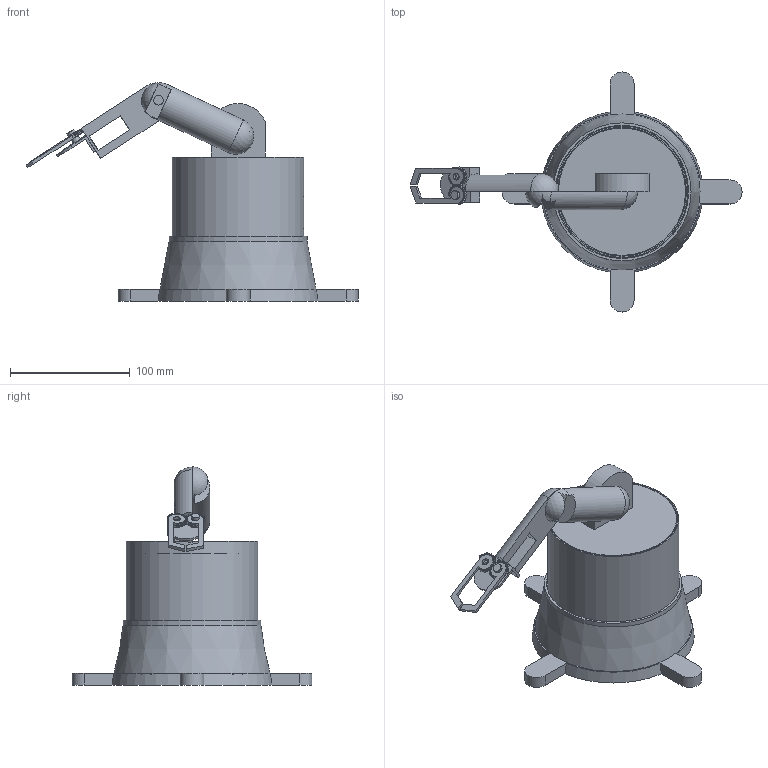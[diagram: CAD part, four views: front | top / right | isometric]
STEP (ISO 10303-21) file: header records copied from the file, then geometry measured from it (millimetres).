
FILE_DESCRIPTION(/* description */ ('','CAx-IF Rec.Pracs.---Representation and Presentation of Product Manufacturing Information (PMI)---4.0---2014-10-13'),/* implementation_level */ '2;1');
FILE_NAME(/* name */ 'cobot_model_v1.step',/* time_stamp */ '2025-02-19T00:23:24+13:00',/* author */ (''),/* organization */ (''),/* preprocessor_version */ 'ST-DEVELOPER v20',/* originating_system */ 'Autodesk Translation Framework v13.20.0.188',/* authorisation */ '');
FILE_SCHEMA (('AP242_MANAGED_MODEL_BASED_3D_ENGINEERING_MIM_LF { 1 0 10303 442 1 1 4 }'));
Length unit declared in the file: millimetre
Products named in the file (9): robotic_arm; arm1; arm2; shoulder; base1 (1); base2; base1; base_support; gripper_assembly
Assembly tree (8 placements, depth 2):
  robotic_arm
    arm1
    arm2
    shoulder
    base1 (1)
    base2
    base1
    base_support
    gripper_assembly
Bounding box: 276.67 x 200 x 181.89 mm (x, y, z)
Volume: 382776.8 mm3; surface area: 233327.5 mm2
Topology: 12 solids, 15 shells, 443 faces, 1225 edges, 816 vertices
Faces by surface type: cylinder 186, plane 173, bspline 72, cone 6, sphere 5, torus 1
Full cylindrical faces by diameter (mm): 2 x2, 5 x1, 5.635 x2, 7 x2, 7.4 x1, 8 x3, 96 x1, 98 x1, 100 x2, 105 x1, 105.5 x1, 106 x1, 107.5 x1, 109.5 x1, 111 x1, 115 x1, 125.93 x2, 130 x2
Entity records: 32268 total; most frequent: CARTESIAN_POINT 20819, ORIENTED_EDGE 2442, DIRECTION 2274, EDGE_CURVE 1221, AXIS2_PLACEMENT_3D 819, VERTEX_POINT 816, LINE 636, VECTOR 636
